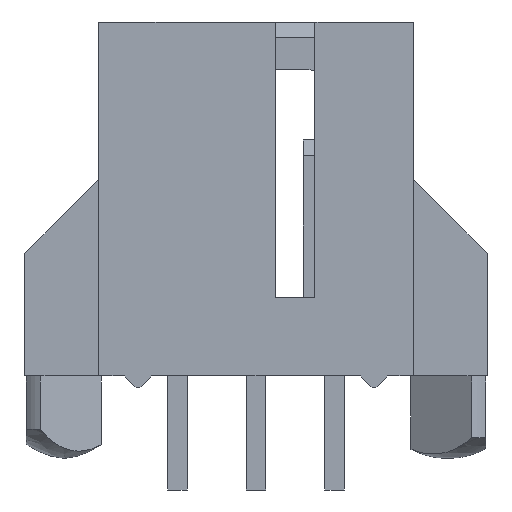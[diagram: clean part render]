
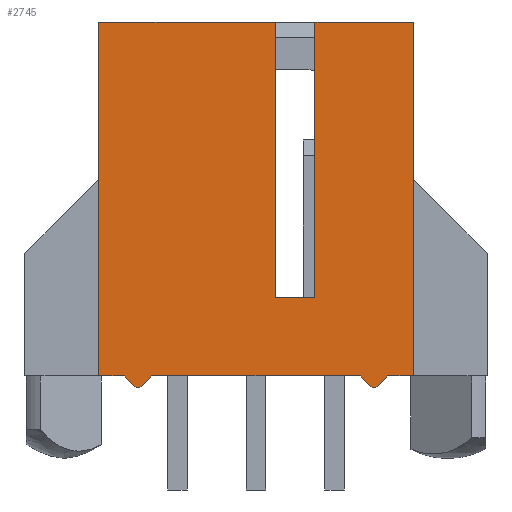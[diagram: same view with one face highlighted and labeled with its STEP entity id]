
A CAD part, front view. The second image highlights one B-rep face of the part: STEP entity #2745.
In plain terms, the highlighted planar face has unit normal (0, -1, 0).
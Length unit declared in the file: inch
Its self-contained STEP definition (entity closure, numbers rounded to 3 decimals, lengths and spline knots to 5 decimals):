
#5=DIRECTION('',(-1.,0.,0.));
#6=VECTOR('',#5,0.225);
#7=CARTESIAN_POINT('',(0.025,-0.1,0.225));
#8=LINE('',#7,#6);
#37=DIRECTION('',(-1.,0.,0.));
#38=VECTOR('',#37,0.125);
#39=CARTESIAN_POINT('',(0.2,-0.1,0.225));
#40=LINE('',#39,#38);
#449=DIRECTION('',(-1.,0.,0.));
#450=VECTOR('',#449,0.265);
#451=CARTESIAN_POINT('',(0.1325,-0.1,-0.225));
#452=LINE('',#451,#450);
#477=DIRECTION('',(-1.,0.,0.));
#478=VECTOR('',#477,0.0325);
#479=CARTESIAN_POINT('',(-0.1675,-0.1,-0.225));
#480=LINE('',#479,#478);
#485=DIRECTION('',(-1.,0.,0.));
#486=VECTOR('',#485,0.0325);
#487=CARTESIAN_POINT('',(0.2,-0.1,-0.225));
#488=LINE('',#487,#486);
#881=DIRECTION('',(-0.707,0.,-0.707));
#882=VECTOR('',#881,0.02121);
#883=CARTESIAN_POINT('',(0.1675,-0.1,-0.225));
#884=LINE('',#883,#882);
#885=DIRECTION('',(-1.,0.,0.));
#886=VECTOR('',#885,0.005);
#887=CARTESIAN_POINT('',(0.1525,-0.1,-0.24));
#888=LINE('',#887,#886);
#889=DIRECTION('',(-0.707,0.,0.707));
#890=VECTOR('',#889,0.02121);
#891=CARTESIAN_POINT('',(0.1475,-0.1,-0.24));
#892=LINE('',#891,#890);
#893=DIRECTION('',(-0.707,0.,-0.707));
#894=VECTOR('',#893,0.02121);
#895=CARTESIAN_POINT('',(-0.1325,-0.1,-0.225));
#896=LINE('',#895,#894);
#897=DIRECTION('',(-1.,0.,0.));
#898=VECTOR('',#897,0.005);
#899=CARTESIAN_POINT('',(-0.1475,-0.1,-0.24));
#900=LINE('',#899,#898);
#901=DIRECTION('',(-0.707,0.,0.707));
#902=VECTOR('',#901,0.02121);
#903=CARTESIAN_POINT('',(-0.1525,-0.1,-0.24));
#904=LINE('',#903,#902);
#905=DIRECTION('',(0.,0.,-1.));
#906=VECTOR('',#905,0.35);
#907=CARTESIAN_POINT('',(0.025,-0.1,0.225));
#908=LINE('',#907,#906);
#909=DIRECTION('',(1.,0.,0.));
#910=VECTOR('',#909,0.05);
#911=CARTESIAN_POINT('',(0.025,-0.1,-0.125));
#912=LINE('',#911,#910);
#913=DIRECTION('',(0.,0.,-1.));
#914=VECTOR('',#913,0.35);
#915=CARTESIAN_POINT('',(0.075,-0.1,0.225));
#916=LINE('',#915,#914);
#917=DIRECTION('',(0.,0.,-1.));
#918=VECTOR('',#917,0.45);
#919=CARTESIAN_POINT('',(0.2,-0.1,0.225));
#920=LINE('',#919,#918);
#941=DIRECTION('',(0.,0.,-1.));
#942=VECTOR('',#941,0.45);
#943=CARTESIAN_POINT('',(-0.2,-0.1,0.225));
#944=LINE('',#943,#942);
#1150=CARTESIAN_POINT('',(0.2,-0.1,0.225));
#1152=VERTEX_POINT('',#1150);
#1153=CARTESIAN_POINT('',(-0.2,-0.1,0.225));
#1155=VERTEX_POINT('',#1153);
#1165=CARTESIAN_POINT('',(0.2,-0.1,-0.225));
#1166=VERTEX_POINT('',#1165);
#1167=CARTESIAN_POINT('',(-0.2,-0.1,-0.225));
#1168=VERTEX_POINT('',#1167);
#1181=CARTESIAN_POINT('',(-0.1325,-0.1,-0.225));
#1183=VERTEX_POINT('',#1181);
#1185=CARTESIAN_POINT('',(-0.1675,-0.1,-0.225));
#1187=VERTEX_POINT('',#1185);
#1189=CARTESIAN_POINT('',(0.1675,-0.1,-0.225));
#1191=VERTEX_POINT('',#1189);
#1193=CARTESIAN_POINT('',(0.1325,-0.1,-0.225));
#1195=VERTEX_POINT('',#1193);
#1197=CARTESIAN_POINT('',(-0.1475,-0.1,-0.24));
#1198=VERTEX_POINT('',#1197);
#1199=CARTESIAN_POINT('',(-0.1525,-0.1,-0.24));
#1200=VERTEX_POINT('',#1199);
#1201=CARTESIAN_POINT('',(0.1525,-0.1,-0.24));
#1202=VERTEX_POINT('',#1201);
#1203=CARTESIAN_POINT('',(0.1475,-0.1,-0.24));
#1204=VERTEX_POINT('',#1203);
#1410=CARTESIAN_POINT('',(0.025,-0.1,-0.125));
#1412=VERTEX_POINT('',#1410);
#1413=CARTESIAN_POINT('',(0.075,-0.1,-0.125));
#1415=VERTEX_POINT('',#1413);
#1485=CARTESIAN_POINT('',(0.025,-0.1,0.225));
#1487=VERTEX_POINT('',#1485);
#1489=CARTESIAN_POINT('',(0.075,-0.1,0.225));
#1491=VERTEX_POINT('',#1489);
#2715=CARTESIAN_POINT('',(0.2,-0.1,0.225));
#2716=DIRECTION('',(0.,-1.,0.));
#2717=DIRECTION('',(-1.,0.,0.));
#2718=AXIS2_PLACEMENT_3D('',#2715,#2716,#2717);
#2719=PLANE('',#2718);
#2720=ORIENTED_EDGE('',*,*,#1969,.T.);
#2722=ORIENTED_EDGE('',*,*,#2721,.T.);
#2724=ORIENTED_EDGE('',*,*,#2723,.T.);
#2726=ORIENTED_EDGE('',*,*,#2725,.T.);
#2727=ORIENTED_EDGE('',*,*,#1891,.T.);
#2728=ORIENTED_EDGE('',*,*,#2696,.T.);
#2729=ORIENTED_EDGE('',*,*,#2706,.T.);
#2731=ORIENTED_EDGE('',*,*,#2730,.T.);
#2732=ORIENTED_EDGE('',*,*,#1943,.T.);
#2734=ORIENTED_EDGE('',*,*,#2733,.F.);
#2735=ORIENTED_EDGE('',*,*,#1510,.F.);
#2736=ORIENTED_EDGE('',*,*,#1558,.T.);
#2737=ORIENTED_EDGE('',*,*,#1594,.T.);
#2739=ORIENTED_EDGE('',*,*,#2738,.F.);
#2740=ORIENTED_EDGE('',*,*,#1526,.F.);
#2742=ORIENTED_EDGE('',*,*,#2741,.T.);
#2743=EDGE_LOOP('',(#2720,#2722,#2724,#2726,#2727,#2728,#2729,#2731,#2732,#2734,
#2735,#2736,#2737,#2739,#2740,#2742));
#2744=FACE_OUTER_BOUND('',#2743,.F.);
#2745=ADVANCED_FACE('',(#2744),#2719,.T.);
#1510=EDGE_CURVE('',#1487,#1155,#8,.T.);
#1526=EDGE_CURVE('',#1152,#1491,#40,.T.);
#1558=EDGE_CURVE('',#1487,#1412,#908,.T.);
#1594=EDGE_CURVE('',#1412,#1415,#912,.T.);
#1891=EDGE_CURVE('',#1195,#1183,#452,.T.);
#1943=EDGE_CURVE('',#1187,#1168,#480,.T.);
#1969=EDGE_CURVE('',#1166,#1191,#488,.T.);
#2696=EDGE_CURVE('',#1183,#1198,#896,.T.);
#2706=EDGE_CURVE('',#1198,#1200,#900,.T.);
#2721=EDGE_CURVE('',#1191,#1202,#884,.T.);
#2723=EDGE_CURVE('',#1202,#1204,#888,.T.);
#2725=EDGE_CURVE('',#1204,#1195,#892,.T.);
#2730=EDGE_CURVE('',#1200,#1187,#904,.T.);
#2733=EDGE_CURVE('',#1155,#1168,#944,.T.);
#2738=EDGE_CURVE('',#1491,#1415,#916,.T.);
#2741=EDGE_CURVE('',#1152,#1166,#920,.T.);
